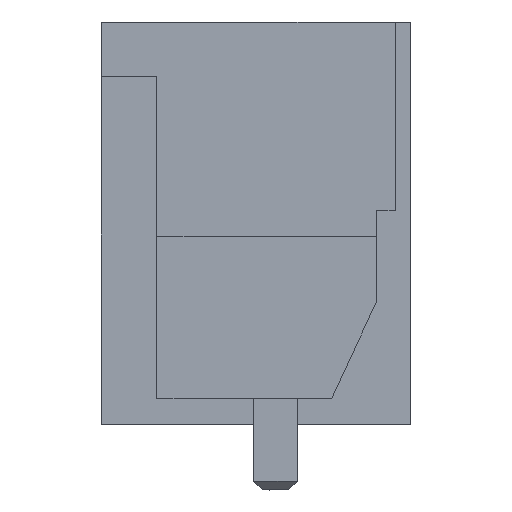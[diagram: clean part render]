
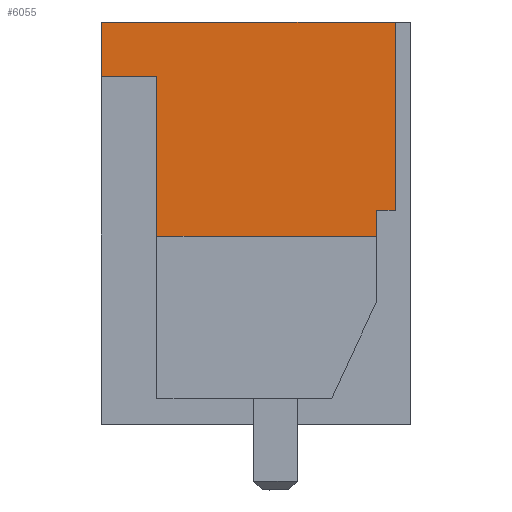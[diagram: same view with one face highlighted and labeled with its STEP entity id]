
A CAD part, left-side view. The second image highlights one B-rep face of the part: STEP entity #6055.
In plain terms, the highlighted planar face has unit normal (-1, 0, 0).
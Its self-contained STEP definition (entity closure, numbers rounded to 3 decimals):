
#6003=AXIS2_PLACEMENT_3D('Plane Axis2P3D',#6000,#6001,#6002) ;
#1335=CARTESIAN_POINT('Vertex',(0.,7.07,12.4)) ;
#1338=CARTESIAN_POINT('Line Origine',(0.,3.71,12.4)) ;
#1342=CARTESIAN_POINT('Vertex',(0.,0.35,12.4)) ;
#5890=CARTESIAN_POINT('Vertex',(0.,7.07,11.15)) ;
#5893=CARTESIAN_POINT('Line Origine',(0.,7.07,11.775)) ;
#6000=CARTESIAN_POINT('Axis2P3D Location',(0.,0.,0.)) ;
#6005=CARTESIAN_POINT('Line Origine',(0.,0.78,7.8)) ;
#6009=CARTESIAN_POINT('Vertex',(0.,0.78,7.5)) ;
#6011=CARTESIAN_POINT('Vertex',(0.,0.78,8.1)) ;
#6014=CARTESIAN_POINT('Line Origine',(0.,0.565,8.1)) ;
#6018=CARTESIAN_POINT('Vertex',(0.,0.35,8.1)) ;
#6021=CARTESIAN_POINT('Line Origine',(0.,0.35,10.25)) ;
#6026=CARTESIAN_POINT('Line Origine',(0.,6.435,11.15)) ;
#6030=CARTESIAN_POINT('Vertex',(0.,5.8,11.15)) ;
#6033=CARTESIAN_POINT('Line Origine',(0.,5.8,9.325)) ;
#6037=CARTESIAN_POINT('Vertex',(0.,5.8,7.5)) ;
#6040=CARTESIAN_POINT('Line Origine',(0.,3.29,7.5)) ;
#1339=DIRECTION('Vector Direction',(0.,-1.,0.)) ;
#5894=DIRECTION('Vector Direction',(0.,0.,1.)) ;
#6001=DIRECTION('Axis2P3D Direction',(-1.,0.,0.)) ;
#6002=DIRECTION('Axis2P3D XDirection',(0.,0.,1.)) ;
#6006=DIRECTION('Vector Direction',(0.,0.,-1.)) ;
#6015=DIRECTION('Vector Direction',(0.,1.,0.)) ;
#6022=DIRECTION('Vector Direction',(0.,0.,-1.)) ;
#6027=DIRECTION('Vector Direction',(0.,1.,0.)) ;
#6034=DIRECTION('Vector Direction',(0.,0.,1.)) ;
#6041=DIRECTION('Vector Direction',(0.,-1.,0.)) ;
#1340=VECTOR('Line Direction',#1339,1.) ;
#5895=VECTOR('Line Direction',#5894,1.) ;
#6007=VECTOR('Line Direction',#6006,1.) ;
#6016=VECTOR('Line Direction',#6015,1.) ;
#6023=VECTOR('Line Direction',#6022,1.) ;
#6028=VECTOR('Line Direction',#6027,1.) ;
#6035=VECTOR('Line Direction',#6034,1.) ;
#6042=VECTOR('Line Direction',#6041,1.) ;
#6046=ORIENTED_EDGE('',*,*,#6013,.T.) ;
#6047=ORIENTED_EDGE('',*,*,#6020,.T.) ;
#6048=ORIENTED_EDGE('',*,*,#6025,.T.) ;
#6049=ORIENTED_EDGE('',*,*,#1344,.T.) ;
#6050=ORIENTED_EDGE('',*,*,#5897,.T.) ;
#6051=ORIENTED_EDGE('',*,*,#6032,.T.) ;
#6052=ORIENTED_EDGE('',*,*,#6039,.T.) ;
#6053=ORIENTED_EDGE('',*,*,#6044,.T.) ;
#6055=ADVANCED_FACE('HOUSING',(#6054),#6004,.T.) ;
#1344=EDGE_CURVE('',#1343,#1336,#1341,.F.) ;
#5897=EDGE_CURVE('',#1336,#5891,#5896,.F.) ;
#6013=EDGE_CURVE('',#6010,#6012,#6008,.F.) ;
#6020=EDGE_CURVE('',#6012,#6019,#6017,.F.) ;
#6025=EDGE_CURVE('',#6019,#1343,#6024,.F.) ;
#6032=EDGE_CURVE('',#5891,#6031,#6029,.F.) ;
#6039=EDGE_CURVE('',#6031,#6038,#6036,.F.) ;
#6044=EDGE_CURVE('',#6038,#6010,#6043,.T.) ;
#6045=EDGE_LOOP('',(#6046,#6047,#6048,#6049,#6050,#6051,#6052,#6053)) ;
#6054=FACE_OUTER_BOUND('',#6045,.T.) ;
#1341=LINE('Line',#1338,#1340) ;
#5896=LINE('Line',#5893,#5895) ;
#6008=LINE('Line',#6005,#6007) ;
#6017=LINE('Line',#6014,#6016) ;
#6024=LINE('Line',#6021,#6023) ;
#6029=LINE('Line',#6026,#6028) ;
#6036=LINE('Line',#6033,#6035) ;
#6043=LINE('Line',#6040,#6042) ;
#6004=PLANE('',#6003) ;
#1336=VERTEX_POINT('',#1335) ;
#1343=VERTEX_POINT('',#1342) ;
#5891=VERTEX_POINT('',#5890) ;
#6010=VERTEX_POINT('',#6009) ;
#6012=VERTEX_POINT('',#6011) ;
#6019=VERTEX_POINT('',#6018) ;
#6031=VERTEX_POINT('',#6030) ;
#6038=VERTEX_POINT('',#6037) ;
